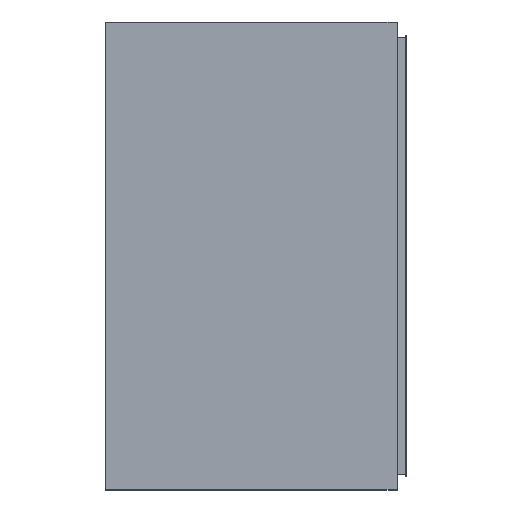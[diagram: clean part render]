
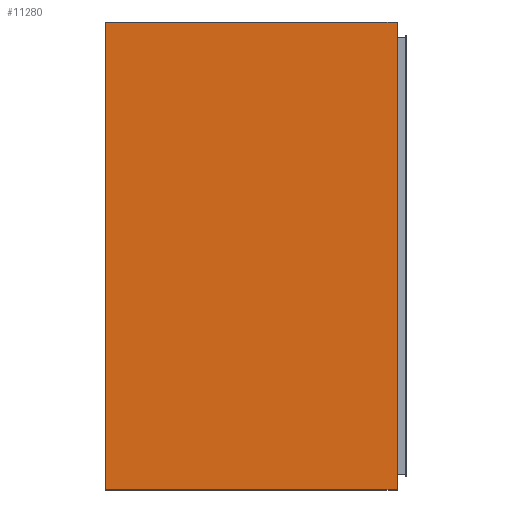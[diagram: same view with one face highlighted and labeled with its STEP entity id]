
A CAD part, top view. The second image highlights one B-rep face of the part: STEP entity #11280.
In plain terms, the highlighted planar face has unit normal (0, 0, 1).
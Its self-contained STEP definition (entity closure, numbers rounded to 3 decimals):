
#280 = DIRECTION ( 'NONE',  ( -1., 0., 0. ) ) ;
#977 = CARTESIAN_POINT ( 'NONE',  ( 2.5, 3., 17.5 ) ) ;
#1413 = CARTESIAN_POINT ( 'NONE',  ( 2.5, 797., 17.5 ) ) ;
#2172 = ORIENTED_EDGE ( 'NONE', *, *, #4775, .T. ) ;
#2489 = LINE ( 'NONE', #8394, #11053 ) ;
#2680 = DIRECTION ( 'NONE',  ( 1., 0., 0. ) ) ;
#3185 = DIRECTION ( 'NONE',  ( 0., -1., 0. ) ) ;
#3392 = CARTESIAN_POINT ( 'NONE',  ( 2.5, 797., 17.5 ) ) ;
#3619 = PLANE ( 'NONE',  #11387 ) ;
#3759 = DIRECTION ( 'NONE',  ( 0., 0., 1. ) ) ;
#3941 = ORIENTED_EDGE ( 'NONE', *, *, #10163, .T. ) ;
#4142 = CARTESIAN_POINT ( 'NONE',  ( 2.5, 3., 17.5 ) ) ;
#4671 = VERTEX_POINT ( 'NONE', #977 ) ;
#4756 = VECTOR ( 'NONE', #14873, 1000. ) ;
#4775 = EDGE_CURVE ( 'NONE', #12472, #4671, #9077, .T. ) ;
#6030 = CARTESIAN_POINT ( 'NONE',  ( 0., 0., 17.5 ) ) ;
#6032 = VERTEX_POINT ( 'NONE', #6486 ) ;
#6486 = CARTESIAN_POINT ( 'NONE',  ( 497., 797., 17.5 ) ) ;
#7012 = ORIENTED_EDGE ( 'NONE', *, *, #11354, .T. ) ;
#7268 = DIRECTION ( 'NONE',  ( 1., 0., 0. ) ) ;
#7536 = VECTOR ( 'NONE', #3185, 1000. ) ;
#8041 = VERTEX_POINT ( 'NONE', #8320 ) ;
#8320 = CARTESIAN_POINT ( 'NONE',  ( 497., 3., 17.5 ) ) ;
#8394 = CARTESIAN_POINT ( 'NONE',  ( 2.5, 797., 17.5 ) ) ;
#9077 = LINE ( 'NONE', #3392, #7536 ) ;
#9085 = CARTESIAN_POINT ( 'NONE',  ( 497., 797., 17.5 ) ) ;
#9351 = ORIENTED_EDGE ( 'NONE', *, *, #13036, .T. ) ;
#10082 = LINE ( 'NONE', #9085, #4756 ) ;
#10163 = EDGE_CURVE ( 'NONE', #8041, #6032, #10082, .T. ) ;
#11053 = VECTOR ( 'NONE', #280, 1000. ) ;
#11280 = ADVANCED_FACE ( 'NONE', ( #13030 ), #3619, .T. ) ;
#11354 = EDGE_CURVE ( 'NONE', #4671, #8041, #14603, .T. ) ;
#11387 = AXIS2_PLACEMENT_3D ( 'NONE', #6030, #3759, #7268 ) ;
#11882 = VECTOR ( 'NONE', #2680, 1000. ) ;
#12472 = VERTEX_POINT ( 'NONE', #1413 ) ;
#12920 = EDGE_LOOP ( 'NONE', ( #2172, #7012, #3941, #9351 ) ) ;
#13030 = FACE_OUTER_BOUND ( 'NONE', #12920, .T. ) ;
#13036 = EDGE_CURVE ( 'NONE', #6032, #12472, #2489, .T. ) ;
#14603 = LINE ( 'NONE', #4142, #11882 ) ;
#14873 = DIRECTION ( 'NONE',  ( 0., 1., 0. ) ) ;
